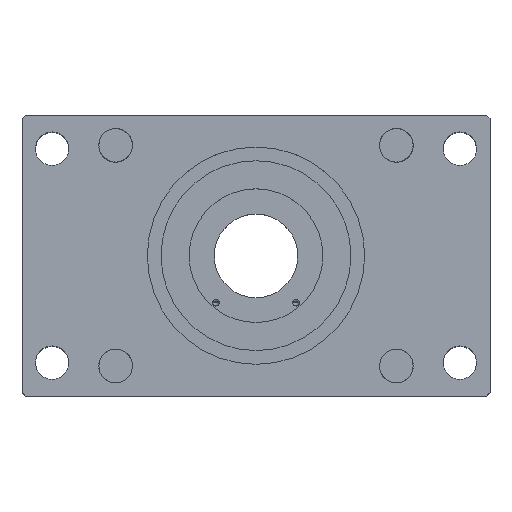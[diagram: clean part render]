
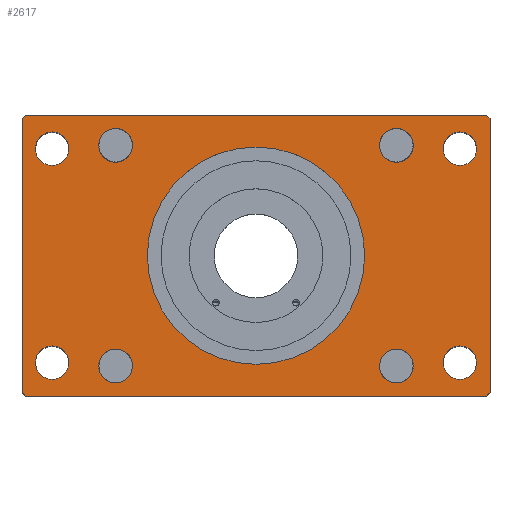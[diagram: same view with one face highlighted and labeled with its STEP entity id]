
A CAD part, top view. The second image highlights one B-rep face of the part: STEP entity #2617.
In plain terms, the highlighted planar face has unit normal (0, 0, 1).
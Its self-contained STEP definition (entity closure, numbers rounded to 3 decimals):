
#201=FACE_BOUND('',#703,.T.);
#202=FACE_BOUND('',#704,.T.);
#203=FACE_BOUND('',#705,.T.);
#204=FACE_BOUND('',#706,.T.);
#205=FACE_BOUND('',#707,.T.);
#206=FACE_BOUND('',#708,.T.);
#207=FACE_BOUND('',#709,.T.);
#208=FACE_BOUND('',#710,.T.);
#209=FACE_BOUND('',#711,.T.);
#297=CIRCLE('',#2776,5.);
#298=CIRCLE('',#2778,5.);
#299=CIRCLE('',#2780,5.);
#300=CIRCLE('',#2782,5.);
#303=CIRCLE('',#2787,5.);
#307=CIRCLE('',#2794,5.);
#311=CIRCLE('',#2801,5.);
#315=CIRCLE('',#2808,5.);
#320=CIRCLE('',#2816,32.5);
#510=FACE_OUTER_BOUND('',#702,.T.);
#702=EDGE_LOOP('',(#1950,#1951,#1952,#1953,#1954,#1955,#1956,#1957));
#703=EDGE_LOOP('',(#1958));
#704=EDGE_LOOP('',(#1959));
#705=EDGE_LOOP('',(#1960));
#706=EDGE_LOOP('',(#1961));
#707=EDGE_LOOP('',(#1962));
#708=EDGE_LOOP('',(#1963));
#709=EDGE_LOOP('',(#1964));
#710=EDGE_LOOP('',(#1965));
#711=EDGE_LOOP('',(#1966));
#934=LINE('',#4032,#1086);
#957=LINE('',#4077,#1109);
#960=LINE('',#4083,#1112);
#965=LINE('',#4097,#1117);
#967=LINE('',#4100,#1119);
#968=LINE('',#4103,#1120);
#973=LINE('',#4117,#1125);
#975=LINE('',#4120,#1127);
#1086=VECTOR('',#3136,138.);
#1109=VECTOR('',#3171,138.);
#1112=VECTOR('',#3176,1.414);
#1117=VECTOR('',#3189,82.);
#1119=VECTOR('',#3193,1.414);
#1120=VECTOR('',#3196,1.414);
#1125=VECTOR('',#3209,82.);
#1127=VECTOR('',#3213,1.414);
#1237=VERTEX_POINT('',#4029);
#1238=VERTEX_POINT('',#4031);
#1253=VERTEX_POINT('',#4074);
#1254=VERTEX_POINT('',#4076);
#1256=VERTEX_POINT('',#4082);
#1261=VERTEX_POINT('',#4096);
#1262=VERTEX_POINT('',#4102);
#1267=VERTEX_POINT('',#4116);
#1268=VERTEX_POINT('',#4122);
#1269=VERTEX_POINT('',#4125);
#1270=VERTEX_POINT('',#4128);
#1271=VERTEX_POINT('',#4131);
#1274=VERTEX_POINT('',#4139);
#1278=VERTEX_POINT('',#4150);
#1282=VERTEX_POINT('',#4161);
#1286=VERTEX_POINT('',#4172);
#1291=VERTEX_POINT('',#4185);
#1492=EDGE_CURVE('',#1238,#1237,#934,.T.);
#1515=EDGE_CURVE('',#1254,#1253,#957,.T.);
#1518=EDGE_CURVE('',#1254,#1256,#960,.T.);
#1525=EDGE_CURVE('',#1261,#1256,#965,.T.);
#1527=EDGE_CURVE('',#1261,#1237,#967,.T.);
#1528=EDGE_CURVE('',#1238,#1262,#968,.T.);
#1535=EDGE_CURVE('',#1267,#1262,#973,.T.);
#1537=EDGE_CURVE('',#1267,#1253,#975,.T.);
#1538=EDGE_CURVE('',#1268,#1268,#297,.T.);
#1539=EDGE_CURVE('',#1269,#1269,#298,.T.);
#1540=EDGE_CURVE('',#1270,#1270,#299,.T.);
#1541=EDGE_CURVE('',#1271,#1271,#300,.T.);
#1544=EDGE_CURVE('',#1274,#1274,#303,.T.);
#1548=EDGE_CURVE('',#1278,#1278,#307,.T.);
#1552=EDGE_CURVE('',#1282,#1282,#311,.T.);
#1556=EDGE_CURVE('',#1286,#1286,#315,.T.);
#1561=EDGE_CURVE('',#1291,#1291,#320,.T.);
#1950=ORIENTED_EDGE('',*,*,#1518,.F.);
#1951=ORIENTED_EDGE('',*,*,#1515,.T.);
#1952=ORIENTED_EDGE('',*,*,#1537,.F.);
#1953=ORIENTED_EDGE('',*,*,#1535,.T.);
#1954=ORIENTED_EDGE('',*,*,#1528,.F.);
#1955=ORIENTED_EDGE('',*,*,#1492,.T.);
#1956=ORIENTED_EDGE('',*,*,#1527,.F.);
#1957=ORIENTED_EDGE('',*,*,#1525,.T.);
#1958=ORIENTED_EDGE('',*,*,#1538,.T.);
#1959=ORIENTED_EDGE('',*,*,#1539,.T.);
#1960=ORIENTED_EDGE('',*,*,#1540,.T.);
#1961=ORIENTED_EDGE('',*,*,#1541,.T.);
#1962=ORIENTED_EDGE('',*,*,#1544,.T.);
#1963=ORIENTED_EDGE('',*,*,#1548,.T.);
#1964=ORIENTED_EDGE('',*,*,#1552,.T.);
#1965=ORIENTED_EDGE('',*,*,#1556,.T.);
#1966=ORIENTED_EDGE('',*,*,#1561,.T.);
#2533=PLANE('',#2818);
#2617=ADVANCED_FACE('',(#510,#201,#202,#203,#204,#205,#206,#207,#208,#209),
#2533,.T.);
#2776=AXIS2_PLACEMENT_3D('',#4123,#3216,#3217);
#2778=AXIS2_PLACEMENT_3D('',#4126,#3220,#3221);
#2780=AXIS2_PLACEMENT_3D('',#4129,#3224,#3225);
#2782=AXIS2_PLACEMENT_3D('',#4132,#3228,#3229);
#2787=AXIS2_PLACEMENT_3D('',#4140,#3238,#3239);
#2794=AXIS2_PLACEMENT_3D('',#4151,#3252,#3253);
#2801=AXIS2_PLACEMENT_3D('',#4162,#3266,#3267);
#2808=AXIS2_PLACEMENT_3D('',#4173,#3280,#3281);
#2816=AXIS2_PLACEMENT_3D('',#4186,#3296,#3297);
#2818=AXIS2_PLACEMENT_3D('',#4188,#3300,#3301);
#3136=DIRECTION('',(-1.,0.,0.));
#3171=DIRECTION('',(1.,0.,0.));
#3176=DIRECTION('',(-0.707,0.707,0.));
#3189=DIRECTION('',(0.,-1.,0.));
#3193=DIRECTION('',(0.707,0.707,0.));
#3196=DIRECTION('',(0.707,-0.707,0.));
#3209=DIRECTION('',(0.,1.,0.));
#3213=DIRECTION('',(-0.707,-0.707,0.));
#3216=DIRECTION('center_axis',(0.,0.,-1.));
#3217=DIRECTION('ref_axis',(1.,0.,0.));
#3220=DIRECTION('center_axis',(0.,0.,-1.));
#3221=DIRECTION('ref_axis',(1.,0.,0.));
#3224=DIRECTION('center_axis',(0.,0.,-1.));
#3225=DIRECTION('ref_axis',(1.,0.,0.));
#3228=DIRECTION('center_axis',(0.,0.,-1.));
#3229=DIRECTION('ref_axis',(1.,0.,0.));
#3238=DIRECTION('center_axis',(0.,0.,-1.));
#3239=DIRECTION('ref_axis',(1.,0.,0.));
#3252=DIRECTION('center_axis',(0.,0.,-1.));
#3253=DIRECTION('ref_axis',(1.,0.,0.));
#3266=DIRECTION('center_axis',(0.,0.,-1.));
#3267=DIRECTION('ref_axis',(1.,0.,0.));
#3280=DIRECTION('center_axis',(0.,0.,-1.));
#3281=DIRECTION('ref_axis',(1.,0.,0.));
#3296=DIRECTION('center_axis',(0.,0.,-1.));
#3297=DIRECTION('ref_axis',(-1.,0.,0.));
#3300=DIRECTION('center_axis',(0.,0.,1.));
#3301=DIRECTION('ref_axis',(1.,0.,0.));
#4029=CARTESIAN_POINT('',(-69.,42.,30.));
#4031=CARTESIAN_POINT('',(69.,42.,30.));
#4032=CARTESIAN_POINT('',(-70.,42.,30.));
#4074=CARTESIAN_POINT('',(69.,-42.,30.));
#4076=CARTESIAN_POINT('',(-69.,-42.,30.));
#4077=CARTESIAN_POINT('',(70.,-42.,30.));
#4082=CARTESIAN_POINT('',(-70.,-41.,30.));
#4083=CARTESIAN_POINT('',(-62.5,-48.5,30.));
#4096=CARTESIAN_POINT('',(-70.,41.,30.));
#4097=CARTESIAN_POINT('',(-70.,-42.,30.));
#4100=CARTESIAN_POINT('',(-62.5,48.5,30.));
#4102=CARTESIAN_POINT('',(70.,41.,30.));
#4103=CARTESIAN_POINT('',(62.5,48.5,30.));
#4116=CARTESIAN_POINT('',(70.,-41.,30.));
#4117=CARTESIAN_POINT('',(70.,42.,30.));
#4120=CARTESIAN_POINT('',(62.5,-48.5,30.));
#4122=CARTESIAN_POINT('',(66.,-32.,30.));
#4123=CARTESIAN_POINT('Origin',(61.,-32.,30.));
#4125=CARTESIAN_POINT('',(-56.,32.,30.));
#4126=CARTESIAN_POINT('Origin',(-61.,32.,30.));
#4128=CARTESIAN_POINT('',(-56.,-32.,30.));
#4129=CARTESIAN_POINT('Origin',(-61.,-32.,30.));
#4131=CARTESIAN_POINT('',(66.,32.,30.));
#4132=CARTESIAN_POINT('Origin',(61.,32.,30.));
#4139=CARTESIAN_POINT('',(-37.,-33.,30.));
#4140=CARTESIAN_POINT('Origin',(-42.,-33.,30.));
#4150=CARTESIAN_POINT('',(47.,33.,30.));
#4151=CARTESIAN_POINT('Origin',(42.,33.,30.));
#4161=CARTESIAN_POINT('',(47.,-33.,30.));
#4162=CARTESIAN_POINT('Origin',(42.,-33.,30.));
#4172=CARTESIAN_POINT('',(-37.,33.,30.));
#4173=CARTESIAN_POINT('Origin',(-42.,33.,30.));
#4185=CARTESIAN_POINT('',(32.5,0.,30.));
#4186=CARTESIAN_POINT('Origin',(0.,0.,30.));
#4188=CARTESIAN_POINT('Origin',(0.,0.,30.));
